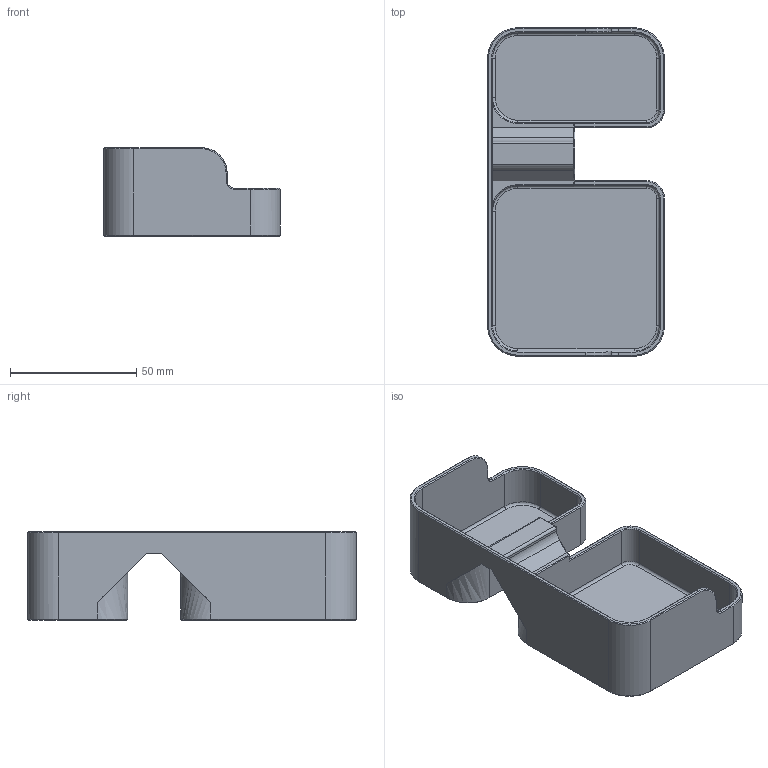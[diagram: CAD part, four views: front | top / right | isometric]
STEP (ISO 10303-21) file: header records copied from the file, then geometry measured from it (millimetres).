
FILE_DESCRIPTION(/* description */ (''),/* implementation_level */ '2;1');
FILE_NAME(/* name */ 'purge_bucket',/* time_stamp */ '2020-04-19T14:16:14+10:00',/* author */ (''),/* organization */ (''),/* preprocessor_version */ 'ST-DEVELOPER v16.5',/* originating_system */ '',/* authorisation */ '');
FILE_SCHEMA (('AUTOMOTIVE_DESIGN'));
Length unit declared in the file: millimetre
Products named in the file (1): Document
Bounding box: 70 x 130 x 35 mm (x, y, z)
Volume: 39880 mm3; surface area: 39521.9 mm2
Topology: 1 solids, 1 shells, 166 faces, 392 edges, 228 vertices
Faces by surface type: plane 92, bspline 74
Entity records: 4432 total; most frequent: CARTESIAN_POINT 1940, ORIENTED_EDGE 784, EDGE_CURVE 392, B_SPLINE_CURVE_WITH_KNOTS 280, VERTEX_POINT 228, ADVANCED_FACE 166, FACE_OUTER_BOUND 166, EDGE_LOOP 166
